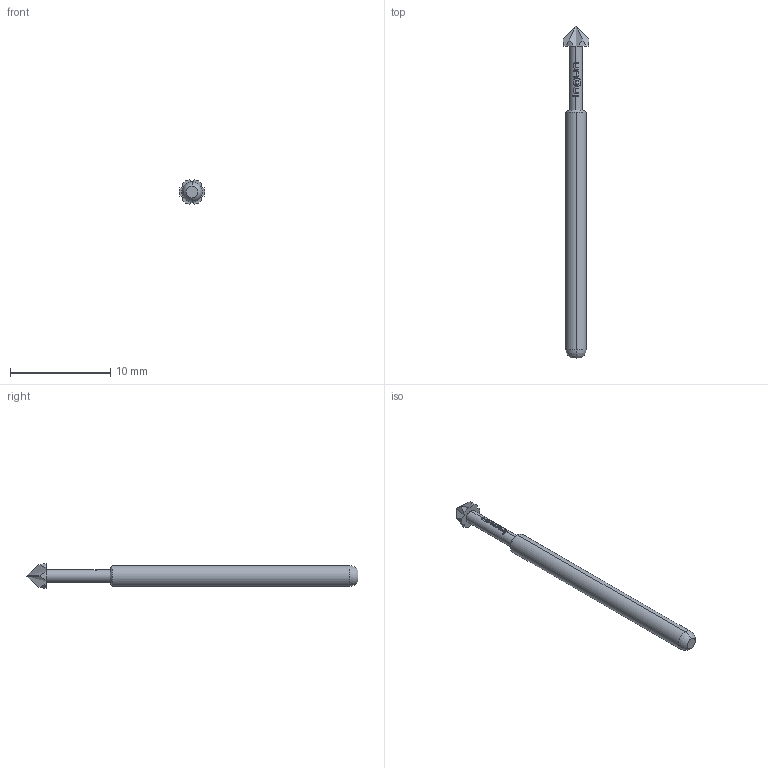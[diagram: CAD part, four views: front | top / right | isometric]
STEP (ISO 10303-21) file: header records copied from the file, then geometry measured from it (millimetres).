
FILE_DESCRIPTION (( 'STEP AP203' ), '1' );
FILE_NAME ('INGUN_HSS-003_317_254_A_xx00.STEP', '2022-01-31T11:53:36', ( 'ochi' ), ( '' ), 'SwSTEP 2.0', 'SolidWorks 2018', '' );
FILE_SCHEMA (( 'CONFIG_CONTROL_DESIGN' ));
Length unit declared in the file: millimetre
Products named in the file (1): INGUN_HSS-003_317_254_A_xx00
Bounding box: 2.54 x 33.1 x 2.49 mm (x, y, z)
Volume: 91.1 mm3; surface area: 206.1 mm2
Topology: 1 solids, 1 shells, 110 faces, 299 edges, 189 vertices
Faces by surface type: bspline 59, cylinder 20, plane 19, cone 10, torus 2
Entity records: 4504 total; most frequent: CARTESIAN_POINT 2286, ORIENTED_EDGE 586, EDGE_CURVE 293, DIRECTION 211, B_SPLINE_CURVE_WITH_KNOTS 204, VERTEX_POINT 189, EDGE_LOOP 114, ADVANCED_FACE 110
